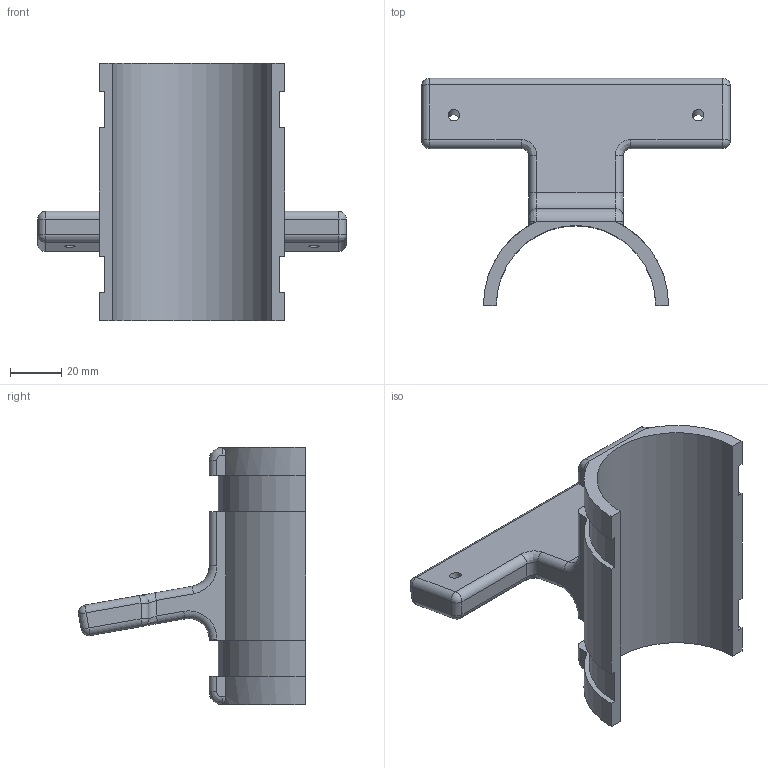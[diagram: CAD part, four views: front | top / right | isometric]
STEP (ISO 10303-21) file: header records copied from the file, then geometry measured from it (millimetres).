
FILE_DESCRIPTION(/* description */ (''),/* implementation_level */ '2;1');
FILE_NAME(/* name */ 'camera_holder.step',/* time_stamp */ '2024-05-02T15:39:39-07:00',/* author */ (''),/* organization */ (''),/* preprocessor_version */ 'ST-DEVELOPER v20',/* originating_system */ 'Autodesk Translation Framework v12.20.1.177',/* authorisation */ '');
FILE_SCHEMA (('AUTOMOTIVE_DESIGN { 1 0 10303 214 3 1 1 }'));
Length unit declared in the file: millimetre
Products named in the file (1): camera_holder
Bounding box: 120 x 88.35 x 100 mm (x, y, z)
Volume: 103183.1 mm3; surface area: 35527.5 mm2
Topology: 1 solids, 1 shells, 92 faces, 226 edges, 136 vertices
Faces by surface type: cylinder 47, plane 25, bspline 8, sphere 8, torus 4
Full cylindrical faces by diameter (mm): 4.5 x2
Entity records: 2909 total; most frequent: CARTESIAN_POINT 675, DIRECTION 486, ORIENTED_EDGE 452, EDGE_CURVE 226, AXIS2_PLACEMENT_3D 187, VERTEX_POINT 136, LINE 112, VECTOR 112
